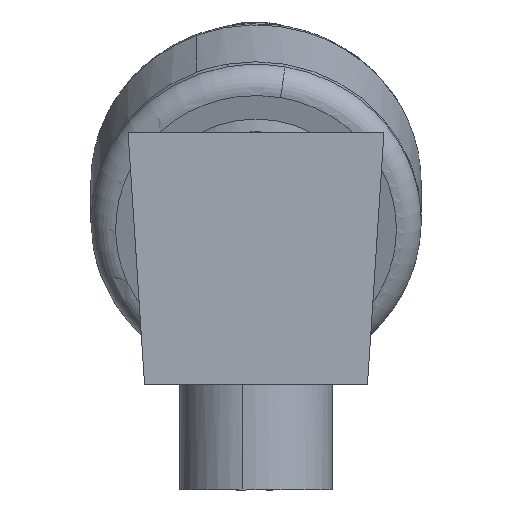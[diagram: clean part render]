
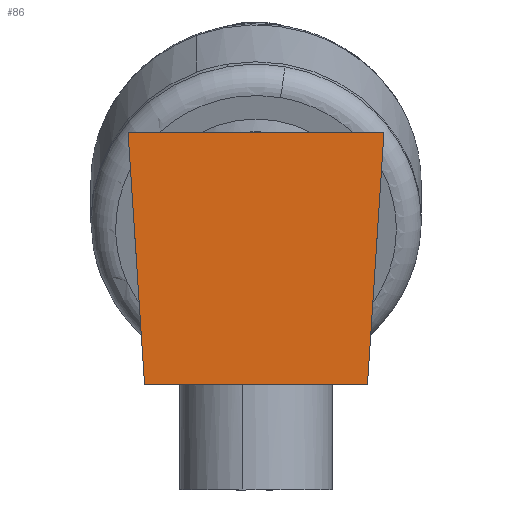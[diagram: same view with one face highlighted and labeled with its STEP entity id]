
A CAD part, left-side view. The second image highlights one B-rep face of the part: STEP entity #86.
In plain terms, the highlighted planar face has unit normal (-1, 0, 0).
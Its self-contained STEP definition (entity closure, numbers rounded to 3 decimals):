
#33=PLANE('',#2142);
#86=ADVANCED_FACE('extract',(#129),#33,.T.);
#129=FACE_OUTER_BOUND('',#722,.T.);
#404=ORIENTED_EDGE('',*,*,#546,.T.);
#405=ORIENTED_EDGE('',*,*,#522,.F.);
#406=ORIENTED_EDGE('',*,*,#543,.F.);
#407=ORIENTED_EDGE('',*,*,#547,.T.);
#522=EDGE_CURVE('77',#664,#665,#596,.T.);
#543=EDGE_CURVE('98',#675,#664,#601,.T.);
#546=EDGE_CURVE('101',#678,#665,#603,.T.);
#547=EDGE_CURVE('102',#675,#678,#604,.T.);
#571=VECTOR('',#2178,27.);
#576=VECTOR('',#2211,30.566);
#578=VECTOR('',#2215,30.566);
#579=VECTOR('',#2178,31.);
#596=LINE('',#1493,#571);
#601=LINE('',#2034,#576);
#603=LINE('',#2039,#578);
#604=LINE('',#2034,#579);
#664=VERTEX_POINT('56',#1493);
#665=VERTEX_POINT('57',#1519);
#675=VERTEX_POINT('67',#2034);
#678=VERTEX_POINT('70',#2039);
#722=EDGE_LOOP('',(#404,#405,#406,#407));
#1493=CARTESIAN_POINT('',(-49.964,-13.5,12.8));
#1519=CARTESIAN_POINT('',(-49.964,13.5,12.8));
#2034=CARTESIAN_POINT('',(-49.964,-15.5,43.3));
#2038=CARTESIAN_POINT('',(-49.964,-15.686,12.8));
#2039=CARTESIAN_POINT('',(-49.964,15.5,43.3));
#2142=AXIS2_PLACEMENT_3D('',#2038,#2202,#2154);
#2154=DIRECTION('',(0.,0.,1.));
#2178=DIRECTION('',(0.,1.,0.));
#2202=DIRECTION('',(-1.,0.,0.));
#2211=DIRECTION('',(0.,0.065,-0.998));
#2215=DIRECTION('',(0.,-0.065,-0.998));
